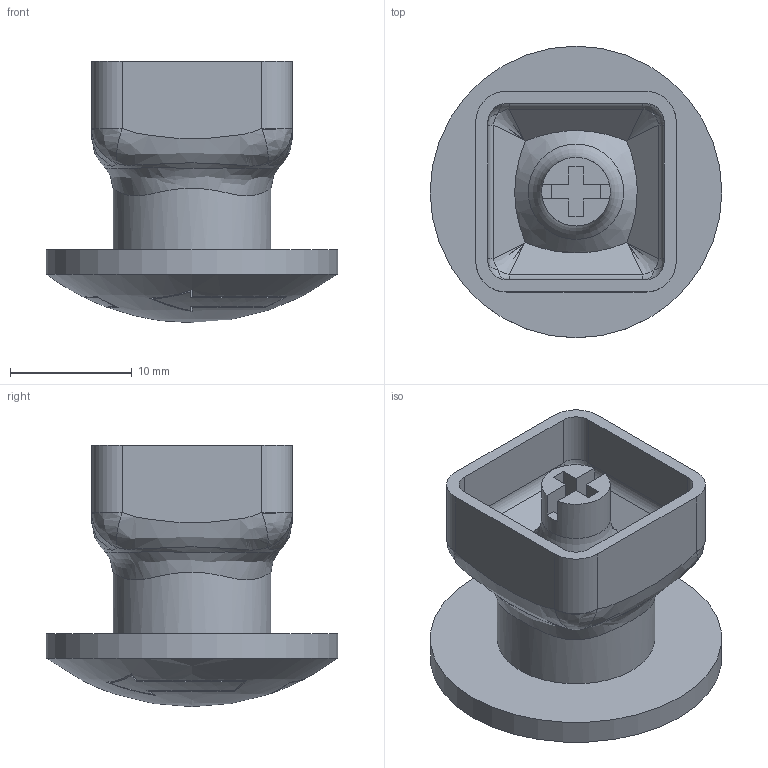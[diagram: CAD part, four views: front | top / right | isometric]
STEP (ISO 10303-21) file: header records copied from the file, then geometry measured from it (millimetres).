
FILE_DESCRIPTION(/* description */ (''),/* implementation_level */ '2;1');
FILE_NAME(/* name */ 'Key Cap Assembly.step',/* time_stamp */ '2023-02-10T16:33:48-05:00',/* author */ (''),/* organization */ (''),/* preprocessor_version */ 'ST-DEVELOPER v19.2',/* originating_system */ 'Autodesk Translation Framework v11.17.0.187',/* authorisation */ '');
FILE_SCHEMA (('AUTOMOTIVE_DESIGN { 1 0 10303 214 3 1 1 }'));
Length unit declared in the file: millimetre
Products named in the file (1): Key Cap
Bounding box: 24 x 24 x 21.5 mm (x, y, z)
Volume: 3749.7 mm3; surface area: 3771.4 mm2
Topology: 5 solids, 5 shells, 135 faces, 351 edges, 222 vertices
Faces by surface type: plane 70, cylinder 29, bspline 22, sphere 8, cone 5, torus 1
Full cylindrical faces by diameter (mm): 4.7 x1, 5 x1, 5.65 x1, 13 x1, 24 x1
Entity records: 6410 total; most frequent: CARTESIAN_POINT 3196, ORIENTED_EDGE 684, DIRECTION 617, EDGE_CURVE 342, AXIS2_PLACEMENT_3D 225, VERTEX_POINT 222, LINE 167, VECTOR 167
